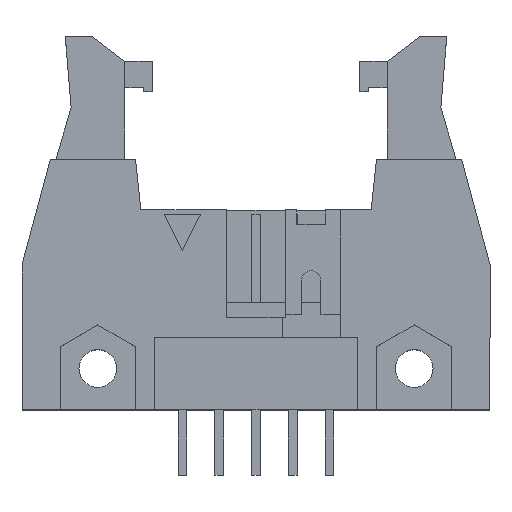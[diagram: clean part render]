
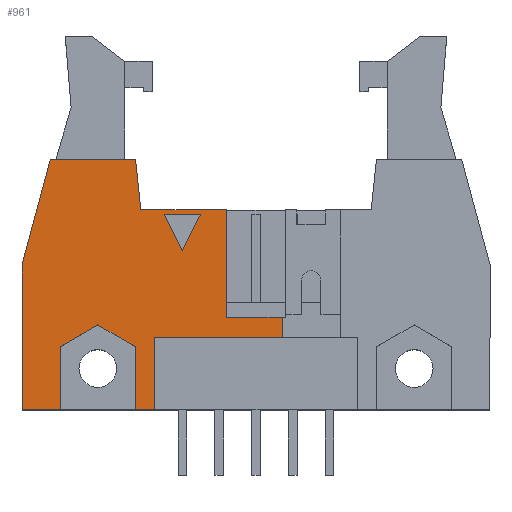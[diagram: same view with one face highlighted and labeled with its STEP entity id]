
A CAD part, top view. The second image highlights one B-rep face of the part: STEP entity #961.
In plain terms, the highlighted planar face has unit normal (0, 0, 1).
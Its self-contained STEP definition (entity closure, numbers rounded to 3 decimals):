
#747=FACE_BOUND('',#1550,.T.);
#748=FACE_BOUND('',#1551,.T.);
#961=ADVANCED_FACE('',(#747,#748),#1152,.T.);
#1152=PLANE('',#4603);
#1550=EDGE_LOOP('',(#2456,#2457,#2458));
#1551=EDGE_LOOP('',(#2459,#2460,#2461,#2462,#2463,#2464,#2465,#2466,#2467,
#2468,#2469,#2470,#2471,#2472,#2473,#2474));
#2456=ORIENTED_EDGE('',*,*,#3119,.T.);
#2457=ORIENTED_EDGE('',*,*,#3112,.T.);
#2458=ORIENTED_EDGE('',*,*,#3116,.T.);
#2459=ORIENTED_EDGE('',*,*,#3399,.T.);
#2460=ORIENTED_EDGE('',*,*,#3397,.T.);
#2461=ORIENTED_EDGE('',*,*,#3286,.T.);
#2462=ORIENTED_EDGE('',*,*,#3220,.F.);
#2463=ORIENTED_EDGE('',*,*,#3216,.F.);
#2464=ORIENTED_EDGE('',*,*,#3295,.F.);
#2465=ORIENTED_EDGE('',*,*,#3212,.F.);
#2466=ORIENTED_EDGE('',*,*,#3400,.F.);
#2467=ORIENTED_EDGE('',*,*,#3401,.F.);
#2468=ORIENTED_EDGE('',*,*,#3135,.T.);
#2469=ORIENTED_EDGE('',*,*,#3125,.T.);
#2470=ORIENTED_EDGE('',*,*,#3128,.T.);
#2471=ORIENTED_EDGE('',*,*,#3131,.T.);
#2472=ORIENTED_EDGE('',*,*,#3402,.F.);
#2473=ORIENTED_EDGE('',*,*,#3364,.T.);
#2474=ORIENTED_EDGE('',*,*,#3368,.T.);
#2714=VERTEX_POINT('',#5931);
#2715=VERTEX_POINT('',#5933);
#2717=VERTEX_POINT('',#5939);
#2721=VERTEX_POINT('',#5954);
#2724=VERTEX_POINT('',#5959);
#2726=VERTEX_POINT('',#5965);
#2728=VERTEX_POINT('',#5971);
#2730=VERTEX_POINT('',#5979);
#2781=VERTEX_POINT('',#6136);
#2782=VERTEX_POINT('',#6138);
#2785=VERTEX_POINT('',#6145);
#2786=VERTEX_POINT('',#6147);
#2787=VERTEX_POINT('',#6151);
#2835=VERTEX_POINT('',#6291);
#2887=VERTEX_POINT('',#6447);
#2888=VERTEX_POINT('',#6448);
#2889=VERTEX_POINT('',#6453);
#2906=VERTEX_POINT('',#6511);
#2907=VERTEX_POINT('',#6517);
#3112=EDGE_CURVE('',#2715,#2714,#3611,.T.);
#3116=EDGE_CURVE('',#2714,#2717,#3615,.T.);
#3119=EDGE_CURVE('',#2717,#2715,#3618,.T.);
#3125=EDGE_CURVE('',#2721,#2724,#3622,.T.);
#3128=EDGE_CURVE('',#2724,#2726,#3625,.T.);
#3131=EDGE_CURVE('',#2726,#2728,#3628,.T.);
#3135=EDGE_CURVE('',#2730,#2721,#3632,.T.);
#3212=EDGE_CURVE('',#2781,#2782,#3709,.T.);
#3216=EDGE_CURVE('',#2785,#2786,#3713,.T.);
#3220=EDGE_CURVE('',#2786,#2787,#3717,.T.);
#3286=EDGE_CURVE('',#2835,#2787,#3783,.T.);
#3295=EDGE_CURVE('',#2782,#2785,#3792,.T.);
#3364=EDGE_CURVE('',#2887,#2888,#3859,.T.);
#3368=EDGE_CURVE('',#2888,#2889,#3863,.T.);
#3397=EDGE_CURVE('',#2906,#2835,#3890,.T.);
#3399=EDGE_CURVE('',#2889,#2906,#3892,.T.);
#3400=EDGE_CURVE('',#2907,#2781,#3893,.T.);
#3401=EDGE_CURVE('',#2730,#2907,#3894,.T.);
#3402=EDGE_CURVE('',#2887,#2728,#3895,.T.);
#3611=LINE('',#5932,#4104);
#3615=LINE('',#5941,#4108);
#3618=LINE('',#5946,#4111);
#3622=LINE('',#5960,#4115);
#3625=LINE('',#5966,#4118);
#3628=LINE('',#5972,#4121);
#3632=LINE('',#5980,#4125);
#3709=LINE('',#6137,#4202);
#3713=LINE('',#6146,#4206);
#3717=LINE('',#6154,#4210);
#3783=LINE('',#6290,#4276);
#3792=LINE('',#6307,#4285);
#3859=LINE('',#6446,#4352);
#3863=LINE('',#6455,#4356);
#3890=LINE('',#6510,#4383);
#3892=LINE('',#6514,#4385);
#3893=LINE('',#6516,#4386);
#3894=LINE('',#6518,#4387);
#3895=LINE('',#6519,#4388);
#4104=VECTOR('',#4978,1.);
#4108=VECTOR('',#4984,1.);
#4111=VECTOR('',#4991,1.);
#4115=VECTOR('',#5003,1.);
#4118=VECTOR('',#5008,1.);
#4121=VECTOR('',#5013,1.);
#4125=VECTOR('',#5021,1.);
#4202=VECTOR('',#5156,1.);
#4206=VECTOR('',#5162,1.);
#4210=VECTOR('',#5168,1.);
#4276=VECTOR('',#5282,1.);
#4285=VECTOR('',#5297,1.);
#4352=VECTOR('',#5414,1.);
#4356=VECTOR('',#5420,1.);
#4383=VECTOR('',#5473,1.);
#4385=VECTOR('',#5477,1.);
#4386=VECTOR('',#5480,1.);
#4387=VECTOR('',#5481,1.);
#4388=VECTOR('',#5482,1.);
#4603=AXIS2_PLACEMENT_3D('',#6520,#5483,#5484);
#4978=DIRECTION('',(-0.447,-0.894,0.));
#4984=DIRECTION('',(-0.447,0.894,0.));
#4991=DIRECTION('',(1.,0.,0.));
#5003=DIRECTION('',(0.866,0.5,0.));
#5008=DIRECTION('',(0.866,-0.5,0.));
#5013=DIRECTION('',(0.,-1.,0.));
#5021=DIRECTION('',(0.,1.,0.));
#5156=DIRECTION('',(0.259,0.966,0.));
#5162=DIRECTION('',(0.103,-0.995,0.));
#5168=DIRECTION('',(1.,0.,0.));
#5282=DIRECTION('',(0.,1.,0.));
#5297=DIRECTION('',(1.,0.,0.));
#5414=DIRECTION('',(0.,1.,0.));
#5420=DIRECTION('',(1.,0.,0.));
#5473=DIRECTION('',(-1.,0.,0.));
#5477=DIRECTION('',(0.,1.,0.));
#5480=DIRECTION('',(0.,1.,0.));
#5481=DIRECTION('',(-1.,0.,0.));
#5482=DIRECTION('',(-1.,0.,0.));
#5483=DIRECTION('',(0.,0.,1.));
#5484=DIRECTION('',(1.,0.,0.));
#5931=CARTESIAN_POINT('',(-20.503,13.59,8.5));
#5932=CARTESIAN_POINT('',(-19.253,16.09,8.5));
#5933=CARTESIAN_POINT('',(-19.253,16.09,8.5));
#5939=CARTESIAN_POINT('',(-21.753,16.09,8.5));
#5941=CARTESIAN_POINT('',(-20.503,13.59,8.5));
#5946=CARTESIAN_POINT('',(-21.753,16.09,8.5));
#5954=CARTESIAN_POINT('',(-28.943,6.945,8.5));
#5959=CARTESIAN_POINT('',(-26.343,8.446,8.5));
#5960=CARTESIAN_POINT('',(-28.943,6.945,8.5));
#5965=CARTESIAN_POINT('',(-23.743,6.945,8.5));
#5966=CARTESIAN_POINT('',(-26.343,8.446,8.5));
#5971=CARTESIAN_POINT('',(-23.743,2.59,8.5));
#5972=CARTESIAN_POINT('',(-23.743,6.945,8.5));
#5979=CARTESIAN_POINT('',(-28.943,2.59,8.5));
#5980=CARTESIAN_POINT('',(-28.943,2.59,8.5));
#6136=CARTESIAN_POINT('',(-31.573,12.59,8.5));
#6137=CARTESIAN_POINT('',(-31.573,12.59,8.5));
#6138=CARTESIAN_POINT('',(-29.617,19.89,8.5));
#6145=CARTESIAN_POINT('',(-23.738,19.89,8.5));
#6146=CARTESIAN_POINT('',(-23.738,19.89,8.5));
#6147=CARTESIAN_POINT('',(-23.374,16.39,8.5));
#6151=CARTESIAN_POINT('',(-17.473,16.39,8.5));
#6154=CARTESIAN_POINT('',(-23.374,16.39,8.5));
#6290=CARTESIAN_POINT('',(-17.473,8.99,8.5));
#6291=CARTESIAN_POINT('',(-17.473,8.99,8.5));
#6307=CARTESIAN_POINT('',(-29.617,19.89,8.5));
#6446=CARTESIAN_POINT('',(-22.423,2.59,8.5));
#6447=CARTESIAN_POINT('',(-22.423,2.59,8.5));
#6448=CARTESIAN_POINT('',(-22.423,7.59,8.5));
#6453=CARTESIAN_POINT('',(-13.613,7.59,8.5));
#6455=CARTESIAN_POINT('',(-22.423,7.59,8.5));
#6510=CARTESIAN_POINT('',(-13.613,8.99,8.5));
#6511=CARTESIAN_POINT('',(-13.613,8.99,8.5));
#6514=CARTESIAN_POINT('',(-13.613,7.59,8.5));
#6516=CARTESIAN_POINT('',(-31.573,2.59,8.5));
#6517=CARTESIAN_POINT('',(-31.573,2.59,8.5));
#6518=CARTESIAN_POINT('',(-28.943,2.59,8.5));
#6519=CARTESIAN_POINT('',(-22.423,2.59,8.5));
#6520=CARTESIAN_POINT('',(-33.188,1.725,8.5));
